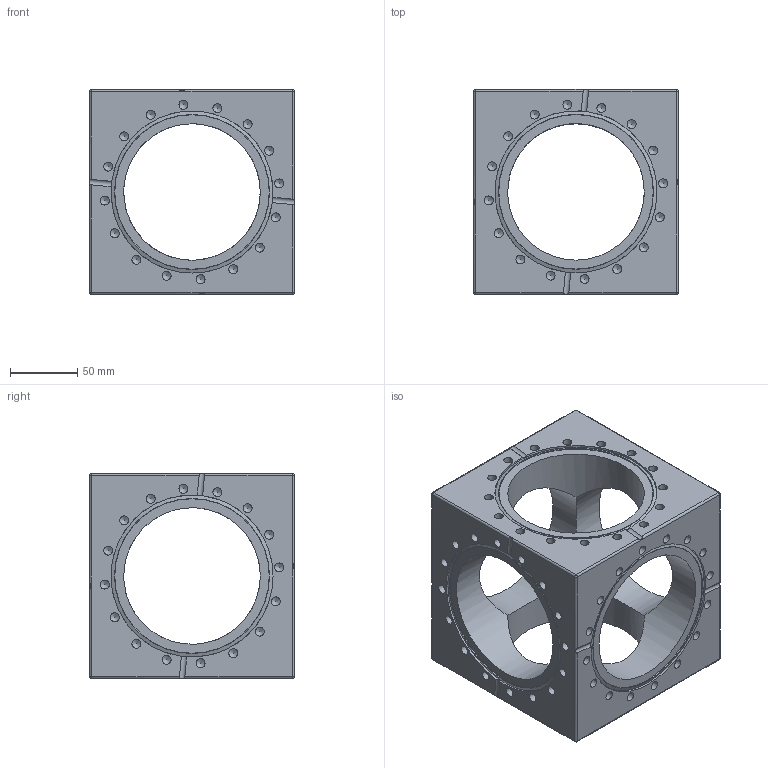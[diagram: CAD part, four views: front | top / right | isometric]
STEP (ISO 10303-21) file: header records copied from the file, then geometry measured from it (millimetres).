
FILE_DESCRIPTION((''),'2;1');
FILE_NAME('CUBE100.stp','2009-04-30T15:57:06',('hasers'),(''),'Autodesk Inventor 2008','Autodesk Inventor 2008','');
FILE_SCHEMA(('AUTOMOTIVE_DESIGN { 1 0 10303 214 1 1 1 1 }'));
Length unit declared in the file: millimetre
Products named in the file (1): CUBE100
Bounding box: 152.4 x 152.4 x 152.4 mm (x, y, z)
Volume: 1249273.3 mm3; surface area: 175146.6 mm2
Topology: 1 solids, 1 shells, 266 faces, 776 edges, 500 vertices
Faces by surface type: bspline 192, cylinder 36, plane 18, cone 12, sphere 8
Full cylindrical faces by diameter (mm): 101.6 x6, 120.6 x6
Entity records: 9102 total; most frequent: CARTESIAN_POINT 4931, DIRECTION 738, ORIENTED_EDGE 696, EDGE_LOOP 488, EDGE_CURVE 348, AXIS2_PLACEMENT_3D 339, VERTEX_POINT 296, FACE_OUTER_BOUND 266
